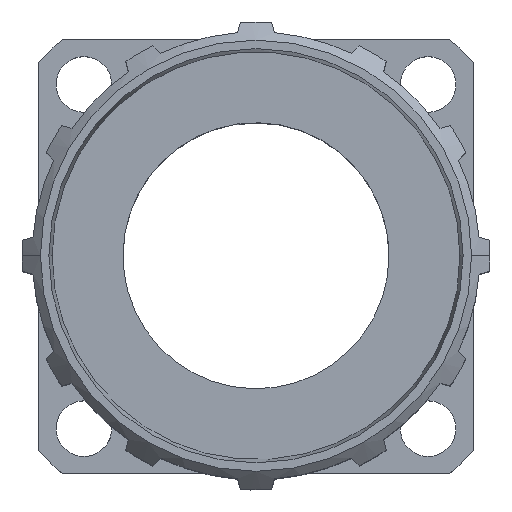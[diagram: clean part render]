
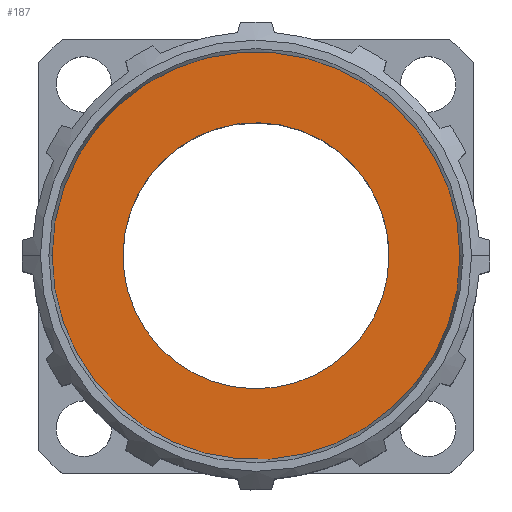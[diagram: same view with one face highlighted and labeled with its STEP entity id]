
A CAD part, top view. The second image highlights one B-rep face of the part: STEP entity #187.
In plain terms, the highlighted planar face has unit normal (0, 0, 1).
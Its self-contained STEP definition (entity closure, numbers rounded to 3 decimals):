
#98=AXIS2_PLACEMENT_3D('Plane Axis2P3D',#95,#96,#97) ;
#37=CARTESIAN_POINT('Control Point',(21.1,13.45,29.2)) ;
#38=CARTESIAN_POINT('Control Point',(21.1,12.248,29.2)) ;
#39=CARTESIAN_POINT('Control Point',(20.864,11.047,29.2)) ;
#40=CARTESIAN_POINT('Control Point',(20.392,9.907,29.2)) ;
#41=CARTESIAN_POINT('Control Point',(19.026,7.874,29.2)) ;
#42=CARTESIAN_POINT('Control Point',(16.993,6.508,29.2)) ;
#43=CARTESIAN_POINT('Control Point',(15.853,6.036,29.2)) ;
#44=CARTESIAN_POINT('Control Point',(13.45,5.564,29.2)) ;
#45=CARTESIAN_POINT('Control Point',(11.047,6.036,29.2)) ;
#46=CARTESIAN_POINT('Control Point',(9.907,6.508,29.2)) ;
#47=CARTESIAN_POINT('Control Point',(7.874,7.874,29.2)) ;
#48=CARTESIAN_POINT('Control Point',(6.508,9.907,29.2)) ;
#49=CARTESIAN_POINT('Control Point',(6.036,11.047,29.2)) ;
#50=CARTESIAN_POINT('Control Point',(5.8,12.248,29.2)) ;
#51=CARTESIAN_POINT('Control Point',(5.8,13.45,29.2)) ;
#52=CARTESIAN_POINT('Vertex',(21.1,13.45,29.2)) ;
#54=CARTESIAN_POINT('Vertex',(5.8,13.45,29.2)) ;
#95=CARTESIAN_POINT('Axis2P3D Location',(13.45,13.45,29.2)) ;
#101=CARTESIAN_POINT('Control Point',(25.179,13.45,29.2)) ;
#102=CARTESIAN_POINT('Control Point',(25.179,12.276,29.2)) ;
#103=CARTESIAN_POINT('Control Point',(25.032,11.101,29.2)) ;
#104=CARTESIAN_POINT('Control Point',(24.738,9.951,29.2)) ;
#105=CARTESIAN_POINT('Control Point',(23.869,7.749,29.2)) ;
#106=CARTESIAN_POINT('Control Point',(22.483,5.83,29.2)) ;
#107=CARTESIAN_POINT('Control Point',(21.673,4.962,29.2)) ;
#108=CARTESIAN_POINT('Control Point',(19.854,3.448,29.2)) ;
#109=CARTESIAN_POINT('Control Point',(17.717,2.429,29.2)) ;
#110=CARTESIAN_POINT('Control Point',(16.59,2.057,29.2)) ;
#111=CARTESIAN_POINT('Control Point',(14.267,1.602,29.2)) ;
#112=CARTESIAN_POINT('Control Point',(11.903,1.734,29.2)) ;
#113=CARTESIAN_POINT('Control Point',(10.736,1.948,29.2)) ;
#114=CARTESIAN_POINT('Control Point',(8.48,2.664,29.2)) ;
#115=CARTESIAN_POINT('Control Point',(6.469,3.914,29.2)) ;
#116=CARTESIAN_POINT('Control Point',(5.548,4.662,29.2)) ;
#117=CARTESIAN_POINT('Control Point',(3.912,6.373,29.2)) ;
#118=CARTESIAN_POINT('Control Point',(2.749,8.435,29.2)) ;
#119=CARTESIAN_POINT('Control Point',(2.3,9.534,29.2)) ;
#120=CARTESIAN_POINT('Control Point',(1.908,10.991,29.2)) ;
#121=CARTESIAN_POINT('Control Point',(1.754,12.481,29.2)) ;
#122=CARTESIAN_POINT('Control Point',(1.732,12.804,29.2)) ;
#123=CARTESIAN_POINT('Control Point',(1.721,13.127,29.2)) ;
#124=CARTESIAN_POINT('Control Point',(1.721,13.45,29.2)) ;
#125=CARTESIAN_POINT('Vertex',(25.179,13.45,29.2)) ;
#127=CARTESIAN_POINT('Vertex',(1.721,13.45,29.2)) ;
#131=CARTESIAN_POINT('Control Point',(1.721,13.45,29.2)) ;
#132=CARTESIAN_POINT('Control Point',(1.721,14.624,29.2)) ;
#133=CARTESIAN_POINT('Control Point',(1.868,15.799,29.2)) ;
#134=CARTESIAN_POINT('Control Point',(2.162,16.949,29.2)) ;
#135=CARTESIAN_POINT('Control Point',(3.031,19.151,29.2)) ;
#136=CARTESIAN_POINT('Control Point',(4.417,21.07,29.2)) ;
#137=CARTESIAN_POINT('Control Point',(5.227,21.938,29.2)) ;
#138=CARTESIAN_POINT('Control Point',(7.046,23.452,29.2)) ;
#139=CARTESIAN_POINT('Control Point',(9.183,24.471,29.2)) ;
#140=CARTESIAN_POINT('Control Point',(10.31,24.843,29.2)) ;
#141=CARTESIAN_POINT('Control Point',(12.633,25.298,29.2)) ;
#142=CARTESIAN_POINT('Control Point',(14.997,25.166,29.2)) ;
#143=CARTESIAN_POINT('Control Point',(16.164,24.952,29.2)) ;
#144=CARTESIAN_POINT('Control Point',(18.42,24.236,29.2)) ;
#145=CARTESIAN_POINT('Control Point',(20.431,22.986,29.2)) ;
#146=CARTESIAN_POINT('Control Point',(21.352,22.238,29.2)) ;
#147=CARTESIAN_POINT('Control Point',(22.988,20.527,29.2)) ;
#148=CARTESIAN_POINT('Control Point',(24.151,18.465,29.2)) ;
#149=CARTESIAN_POINT('Control Point',(24.6,17.366,29.2)) ;
#150=CARTESIAN_POINT('Control Point',(24.992,15.909,29.2)) ;
#151=CARTESIAN_POINT('Control Point',(25.146,14.419,29.2)) ;
#152=CARTESIAN_POINT('Control Point',(25.168,14.096,29.2)) ;
#153=CARTESIAN_POINT('Control Point',(25.179,13.773,29.2)) ;
#154=CARTESIAN_POINT('Control Point',(25.179,13.45,29.2)) ;
#161=CARTESIAN_POINT('Control Point',(5.8,13.45,29.2)) ;
#162=CARTESIAN_POINT('Control Point',(5.8,14.263,29.2)) ;
#163=CARTESIAN_POINT('Control Point',(5.908,15.076,29.2)) ;
#164=CARTESIAN_POINT('Control Point',(6.124,15.87,29.2)) ;
#165=CARTESIAN_POINT('Control Point',(6.762,17.381,29.2)) ;
#166=CARTESIAN_POINT('Control Point',(7.772,18.673,29.2)) ;
#167=CARTESIAN_POINT('Control Point',(8.36,19.248,29.2)) ;
#168=CARTESIAN_POINT('Control Point',(9.676,20.228,29.2)) ;
#169=CARTESIAN_POINT('Control Point',(11.202,20.83,29.2)) ;
#170=CARTESIAN_POINT('Control Point',(12.,21.028,29.2)) ;
#171=CARTESIAN_POINT('Control Point',(13.631,21.206,29.2)) ;
#172=CARTESIAN_POINT('Control Point',(15.251,20.952,29.2)) ;
#173=CARTESIAN_POINT('Control Point',(16.04,20.718,29.2)) ;
#174=CARTESIAN_POINT('Control Point',(17.536,20.045,29.2)) ;
#175=CARTESIAN_POINT('Control Point',(18.804,19.005,29.2)) ;
#176=CARTESIAN_POINT('Control Point',(19.365,18.403,29.2)) ;
#177=CARTESIAN_POINT('Control Point',(20.273,17.124,29.2)) ;
#178=CARTESIAN_POINT('Control Point',(20.83,15.66,29.2)) ;
#179=CARTESIAN_POINT('Control Point',(21.01,14.933,29.2)) ;
#180=CARTESIAN_POINT('Control Point',(21.1,14.192,29.2)) ;
#181=CARTESIAN_POINT('Control Point',(21.1,13.45,29.2)) ;
#96=DIRECTION('Axis2P3D Direction',(0.,0.,1.)) ;
#97=DIRECTION('Axis2P3D XDirection',(1.,0.,0.)) ;
#157=ORIENTED_EDGE('',*,*,#129,.F.) ;
#158=ORIENTED_EDGE('',*,*,#155,.F.) ;
#184=ORIENTED_EDGE('',*,*,#182,.T.) ;
#185=ORIENTED_EDGE('',*,*,#56,.T.) ;
#186=FACE_BOUND('',#183,.T.) ;
#187=ADVANCED_FACE('Hauptk\X2\00F6\X0\rper',(#159,#186),#99,.T.) ;
#36=B_SPLINE_CURVE_WITH_KNOTS('',5,(#37,#38,#39,#40,#41,#42,#43,#44,#45,#46,#47,#48,#49,#50,#51),.UNSPECIFIED.,.F.,.U.,(6,3,3,3,6),(-12.017,-6.008,0.,6.008,12.017),.UNSPECIFIED.) ;
#100=B_SPLINE_CURVE_WITH_KNOTS('',5,(#101,#102,#103,#104,#105,#106,#107,#108,#109,#110,#111,#112,#113,#114,#115,#116,#117,#118,#119,#120,#121,#122,#123,#124),.UNSPECIFIED.,.F.,.U.,(6,3,3,3,3,3,3,6),(0.,8.305,16.609,24.914,33.219,41.523,49.828,52.111),.UNSPECIFIED.) ;
#130=B_SPLINE_CURVE_WITH_KNOTS('',5,(#131,#132,#133,#134,#135,#136,#137,#138,#139,#140,#141,#142,#143,#144,#145,#146,#147,#148,#149,#150,#151,#152,#153,#154),.UNSPECIFIED.,.F.,.U.,(6,3,3,3,3,3,3,6),(0.,8.305,16.609,24.914,33.219,41.523,49.828,52.111),.UNSPECIFIED.) ;
#160=B_SPLINE_CURVE_WITH_KNOTS('',5,(#161,#162,#163,#164,#165,#166,#167,#168,#169,#170,#171,#172,#173,#174,#175,#176,#177,#178,#179,#180,#181),.UNSPECIFIED.,.F.,.U.,(6,3,3,3,3,3,6),(0.,5.749,11.497,17.246,22.995,28.743,33.988),.UNSPECIFIED.) ;
#56=EDGE_CURVE('',#53,#55,#36,.T.) ;
#129=EDGE_CURVE('',#126,#128,#100,.T.) ;
#155=EDGE_CURVE('',#128,#126,#130,.T.) ;
#182=EDGE_CURVE('',#55,#53,#160,.T.) ;
#156=EDGE_LOOP('',(#157,#158)) ;
#183=EDGE_LOOP('',(#184,#185)) ;
#159=FACE_OUTER_BOUND('',#156,.T.) ;
#99=PLANE('',#98) ;
#53=VERTEX_POINT('',#52) ;
#55=VERTEX_POINT('',#54) ;
#126=VERTEX_POINT('',#125) ;
#128=VERTEX_POINT('',#127) ;
